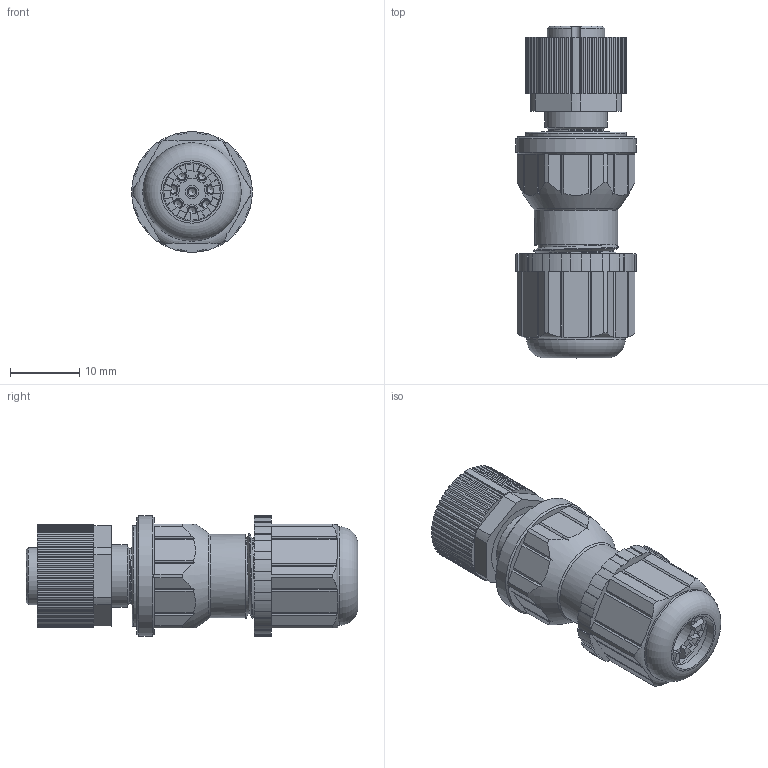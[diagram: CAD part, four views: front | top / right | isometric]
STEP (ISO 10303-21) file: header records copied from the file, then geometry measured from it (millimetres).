
FILE_DESCRIPTION(/* description */ ('Unknown'),/* implementation_level */ '2;1');
FILE_NAME(/* name */ '643722100008',/* time_stamp */ '2022-02-16T10:39:12+01:00',/* author */ ('Unknown'),/* organization */ ('Unknown'),/* preprocessor_version */ 'ST-DEVELOPER v16.7',/* originating_system */ 'Solid Edge',/* authorisation */ 'Unknown');
FILE_SCHEMA (('AUTOMOTIVE_DESIGN {1 0 10303 214 3 1 1}'));
Products named in the file (13): 6437221000xx; 6437221000xx_Body; 6437221000xx_clip; 6437221000xx_Mating O-Ring; 6437221000xx_screw nut; 6437221000xx_seal; 6437221000xx_sealing nut; 643722100008_epoxy; 6437221000xx_Extension; 6437221000xx_housing; 643722100008_housing; 643722100008_pin; 6437221000xx_Extension Gasket
Assembly tree (19 placements, depth 3):
  6437221000xx
    6437221000xx_Body
    6437221000xx_clip
    6437221000xx_Mating O-Ring
    6437221000xx_screw nut
    6437221000xx_seal
    6437221000xx_sealing nut
    643722100008_epoxy
    6437221000xx_Extension
    6437221000xx_housing
      643722100008_housing
      643722100008_pin  x8
    6437221000xx_Extension Gasket
Bounding box: 17.4 x 47.9 x 17.4 mm (x, y, z)
Volume: 5402 mm3; surface area: 10293 mm2
Topology: 18 solids, 18 shells, 1295 faces, 3519 edges, 2328 vertices
Faces by surface type: plane 666, cylinder 414, cone 88, torus 81, bspline 46
Full cylindrical faces by diameter (mm): 0.8 x8, 1.1 x8, 1.2 x8, 1.3 x16, 1.4 x56, 1.53 x32, 1.6 x8, 1.64 x8, 1.86 x1, 6.3 x1, 7.4 x1, 7.45 x1, 7.868 x3, 8 x1, 8.1 x4, 8.3 x1, 8.4 x1, 8.5 x1, 8.7 x1, 8.95 x2, 9.3 x5, 10.8 x1, 10.95 x5, 11.3 x9, 11.35 x2, 12 x1, 12.2 x1, 12.3 x11, 12.7 x6, 14.2 x1
Entity records: 52420 total; most frequent: CARTESIAN_POINT 28961, ORIENTED_EDGE 4952, DIRECTION 4498, EDGE_CURVE 2476, VERTEX_POINT 1701, AXIS2_PLACEMENT_3D 1575, LINE 1348, VECTOR 1348
